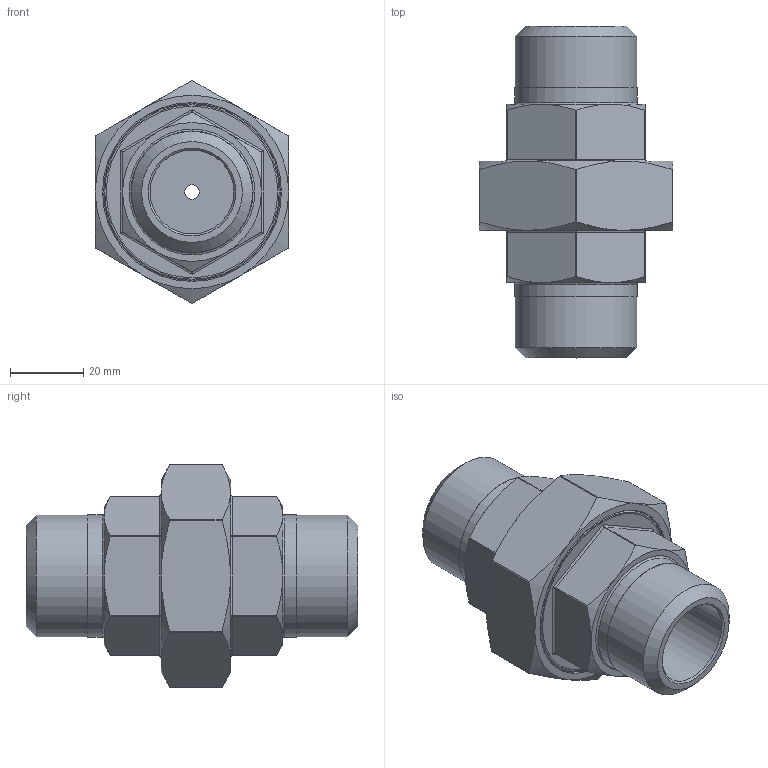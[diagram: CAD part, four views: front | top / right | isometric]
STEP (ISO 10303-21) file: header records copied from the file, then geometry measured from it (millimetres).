
FILE_DESCRIPTION(/* description */ (''),/* implementation_level */ '2;1');
FILE_NAME(/* name */ 'KI-312AGA-025 Aschl.stp',/* time_stamp */ '2016-10-20T11:58:03+02:00',/* author */ ('hochmair'),/* organization */ (''),/* preprocessor_version */ 'ST-DEVELOPER v15.6',/* originating_system */ 'Autodesk Inventor 2015',/* authorisation */ '');
FILE_SCHEMA (('AUTOMOTIVE_DESIGN { 1 0 10303 214 3 1 1 }'));
Length unit declared in the file: millimetre
Products named in the file (1): KI-312AGA-025
Bounding box: 53 x 90.9 x 61.11 mm (x, y, z)
Volume: 74441.3 mm3; surface area: 23277.8 mm2
Topology: 1 solids, 1 shells, 118 faces, 275 edges, 158 vertices
Faces by surface type: cylinder 41, plane 31, cone 31, bspline 12, torus 3
Full cylindrical faces by diameter (mm): 4 x1, 23 x2, 27 x1, 33.249 x2, 33.449 x2, 47 x1, 48.4 x1, 49 x1
Entity records: 3493 total; most frequent: CARTESIAN_POINT 1109, DIRECTION 484, ORIENTED_EDGE 474, EDGE_CURVE 237, AXIS2_PLACEMENT_3D 212, VERTEX_POINT 153, EDGE_LOOP 152, FACE_OUTER_BOUND 118
